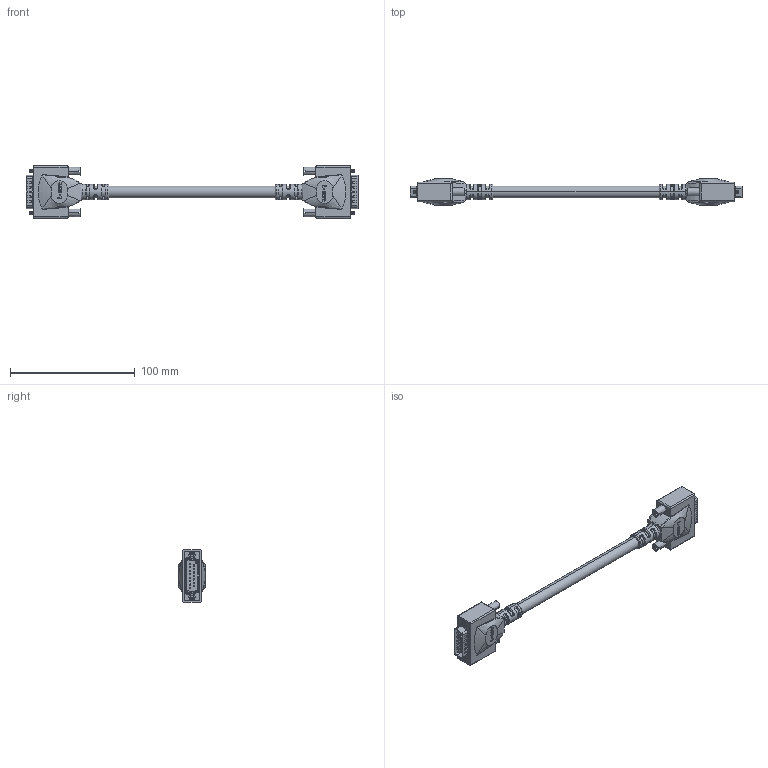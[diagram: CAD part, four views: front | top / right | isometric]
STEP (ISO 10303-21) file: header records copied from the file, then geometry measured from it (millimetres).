
FILE_DESCRIPTION (( 'STEP AP203' ), '1' );
FILE_NAME ('CPMS15MM.STEP', '2010-09-23T18:51:04', ( 'x' ), ( 'Microsoft' ), 'SwSTEP 2.0', 'SolidWorks 2010', '' );
FILE_SCHEMA (( 'CONFIG_CONTROL_DESIGN' ));
Products named in the file (7): 1AJ06-028_SUPRESSED KNURL; SD15P_With Clinch Nuts; CPMS15MM; CPMS15-MA1; MTN-533; MTN-536
Assembly tree (8 placements, depth 3):
  CPMS15MM
    MTN-533  x2
      MTN-536
      1AJ06-028_SUPRESSED KNURL
      MTN-533
      SD15P_With Clinch Nuts
    CPMS15-MA1
Bounding box: 265.62 x 21.2 x 41.86 mm (x, y, z)
Volume: 53999.1 mm3; surface area: 37466.4 mm2
Topology: 11 solids, 11 shells, 2114 faces, 5248 edges, 3240 vertices
Faces by surface type: plane 764, cylinder 738, bspline 304, cone 144, torus 96, sphere 68
Entity records: 48208 total; most frequent: CARTESIAN_POINT 24244, ORIENTED_EDGE 4918, DIRECTION 4654, EDGE_CURVE 2459, AXIS2_PLACEMENT_3D 1700, VERTEX_POINT 1524, LINE 1254, VECTOR 1254
